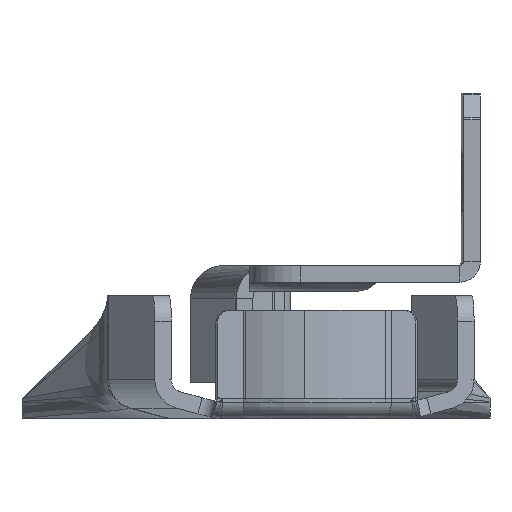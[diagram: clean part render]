
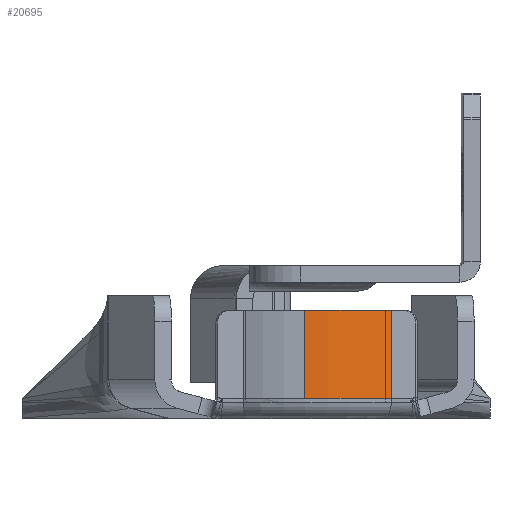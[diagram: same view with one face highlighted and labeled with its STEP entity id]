
A CAD part, left-side view. The second image highlights one B-rep face of the part: STEP entity #20695.
In plain terms, the highlighted cylindrical face has radius 12.3 mm (diameter 24.6 mm), a partial arc.
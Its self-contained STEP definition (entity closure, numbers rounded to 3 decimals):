
#663 = CARTESIAN_POINT ( 'NONE',  ( -550.001, -2.904, 0.3 ) ) ;
#1826 = CYLINDRICAL_SURFACE ( 'NONE', #21693, 12.3 ) ;
#2194 = LINE ( 'NONE', #19810, #13142 ) ;
#3398 = ORIENTED_EDGE ( 'NONE', *, *, #27646, .T. ) ;
#4111 = DIRECTION ( 'NONE',  ( 1., 0., 0. ) ) ;
#4583 = DIRECTION ( 'NONE',  ( 0., 0., -1. ) ) ;
#5122 = EDGE_CURVE ( 'NONE', #7502, #8527, #17617, .T. ) ;
#5741 = CARTESIAN_POINT ( 'NONE',  ( -537.701, -2.904, 7.2 ) ) ;
#6255 = CARTESIAN_POINT ( 'NONE',  ( -550.001, -2.904, 7.2 ) ) ;
#6718 = CARTESIAN_POINT ( 'NONE',  ( -537.701, -2.904, 7.2 ) ) ;
#7502 = VERTEX_POINT ( 'NONE', #6255 ) ;
#8425 = CARTESIAN_POINT ( 'NONE',  ( -537.701, -2.904, 0.3 ) ) ;
#8505 = DIRECTION ( 'NONE',  ( 0., 0., -1. ) ) ;
#8527 = VERTEX_POINT ( 'NONE', #29255 ) ;
#9048 = LINE ( 'NONE', #18042, #25632 ) ;
#10010 = CIRCLE ( 'NONE', #18511, 12.3 ) ;
#11464 = VERTEX_POINT ( 'NONE', #663 ) ;
#13142 = VECTOR ( 'NONE', #26936, 1000. ) ;
#14772 = DIRECTION ( 'NONE',  ( 1., 0., 0. ) ) ;
#15903 = ORIENTED_EDGE ( 'NONE', *, *, #24455, .T. ) ;
#16205 = VERTEX_POINT ( 'NONE', #19026 ) ;
#17617 = CIRCLE ( 'NONE', #25675, 12.3 ) ;
#17837 = ORIENTED_EDGE ( 'NONE', *, *, #5122, .F. ) ;
#18042 = CARTESIAN_POINT ( 'NONE',  ( -550.001, -2.904, 7.2 ) ) ;
#18511 = AXIS2_PLACEMENT_3D ( 'NONE', #8425, #26927, #4111 ) ;
#19026 = CARTESIAN_POINT ( 'NONE',  ( -547.958, -9.693, 0.3 ) ) ;
#19569 = ORIENTED_EDGE ( 'NONE', *, *, #25545, .F. ) ;
#19810 = CARTESIAN_POINT ( 'NONE',  ( -547.958, -9.693, 7.2 ) ) ;
#20695 = ADVANCED_FACE ( 'NONE', ( #22696 ), #1826, .T. ) ;
#21693 = AXIS2_PLACEMENT_3D ( 'NONE', #6718, #8505, #29048 ) ;
#22194 = EDGE_LOOP ( 'NONE', ( #17837, #3398, #15903, #19569 ) ) ;
#22696 = FACE_OUTER_BOUND ( 'NONE', #22194, .T. ) ;
#24455 = EDGE_CURVE ( 'NONE', #11464, #16205, #10010, .T. ) ;
#25545 = EDGE_CURVE ( 'NONE', #8527, #16205, #2194, .T. ) ;
#25632 = VECTOR ( 'NONE', #4583, 1000. ) ;
#25675 = AXIS2_PLACEMENT_3D ( 'NONE', #5741, #28356, #14772 ) ;
#26927 = DIRECTION ( 'NONE',  ( 0., 0., 1. ) ) ;
#26936 = DIRECTION ( 'NONE',  ( 0., 0., -1. ) ) ;
#27646 = EDGE_CURVE ( 'NONE', #7502, #11464, #9048, .T. ) ;
#28356 = DIRECTION ( 'NONE',  ( 0., 0., 1. ) ) ;
#29048 = DIRECTION ( 'NONE',  ( -1., 0., 0. ) ) ;
#29255 = CARTESIAN_POINT ( 'NONE',  ( -547.958, -9.693, 7.2 ) ) ;
